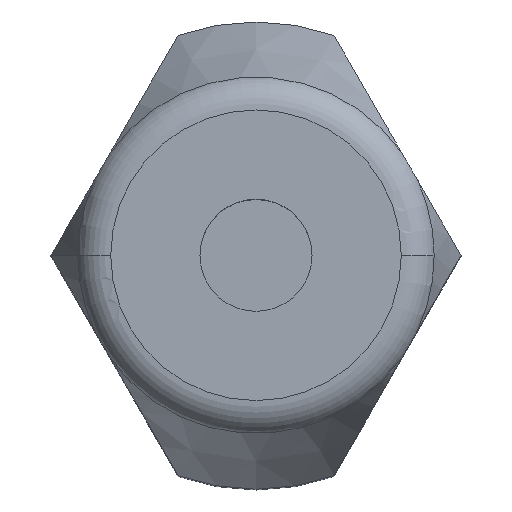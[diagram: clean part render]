
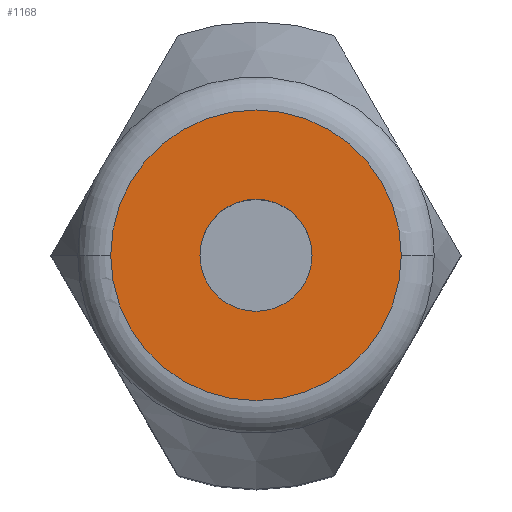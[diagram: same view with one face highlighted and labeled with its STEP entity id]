
A CAD part, top view. The second image highlights one B-rep face of the part: STEP entity #1168.
In plain terms, the highlighted planar face has unit normal (0, 0, 1).
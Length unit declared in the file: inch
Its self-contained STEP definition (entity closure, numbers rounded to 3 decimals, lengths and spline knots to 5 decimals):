
#24 = AXIS2_PLACEMENT_3D ( 'NONE', #1019, #1010, #902 ) ;
#115 = DIRECTION ( 'NONE',  ( 0., 0., 1. ) ) ;
#131 = PLANE ( 'NONE',  #530 ) ;
#236 = DIRECTION ( 'NONE',  ( 1., 0., 0. ) ) ;
#286 = CARTESIAN_POINT ( 'NONE',  ( -0.03, 0., 0. ) ) ;
#306 = EDGE_CURVE ( 'NONE', #589, #1497, #490, .T. ) ;
#364 = CARTESIAN_POINT ( 'NONE',  ( 0., 0., 0. ) ) ;
#424 = CARTESIAN_POINT ( 'NONE',  ( -0.07775, 0., 0. ) ) ;
#432 = ORIENTED_EDGE ( 'NONE', *, *, #1132, .F. ) ;
#469 = AXIS2_PLACEMENT_3D ( 'NONE', #593, #1176, #717 ) ;
#479 = CARTESIAN_POINT ( 'NONE',  ( 0., 0., 0. ) ) ;
#485 = DIRECTION ( 'NONE',  ( 1., 0., 0. ) ) ;
#488 = CIRCLE ( 'NONE', #750, 0.07775 ) ;
#490 = CIRCLE ( 'NONE', #469, 0.07775 ) ;
#501 = EDGE_CURVE ( 'NONE', #512, #1430, #876, .T. ) ;
#512 = VERTEX_POINT ( 'NONE', #646 ) ;
#527 = ORIENTED_EDGE ( 'NONE', *, *, #818, .T. ) ;
#530 = AXIS2_PLACEMENT_3D ( 'NONE', #1402, #1057, #485 ) ;
#561 = ORIENTED_EDGE ( 'NONE', *, *, #306, .T. ) ;
#578 = EDGE_LOOP ( 'NONE', ( #561, #527 ) ) ;
#589 = VERTEX_POINT ( 'NONE', #884 ) ;
#593 = CARTESIAN_POINT ( 'NONE',  ( 0., 0., 0. ) ) ;
#624 = FACE_BOUND ( 'NONE', #1035, .T. ) ;
#646 = CARTESIAN_POINT ( 'NONE',  ( 0.03, 0., 0. ) ) ;
#690 = AXIS2_PLACEMENT_3D ( 'NONE', #364, #1397, #947 ) ;
#717 = DIRECTION ( 'NONE',  ( 1., 0., 0. ) ) ;
#750 = AXIS2_PLACEMENT_3D ( 'NONE', #479, #115, #236 ) ;
#818 = EDGE_CURVE ( 'NONE', #1497, #589, #488, .T. ) ;
#859 = ORIENTED_EDGE ( 'NONE', *, *, #501, .F. ) ;
#876 = CIRCLE ( 'NONE', #24, 0.03 ) ;
#884 = CARTESIAN_POINT ( 'NONE',  ( 0.07775, 0., 0. ) ) ;
#902 = DIRECTION ( 'NONE',  ( 1., 0., 0. ) ) ;
#936 = FACE_OUTER_BOUND ( 'NONE', #578, .T. ) ;
#947 = DIRECTION ( 'NONE',  ( 1., 0., 0. ) ) ;
#1010 = DIRECTION ( 'NONE',  ( 0., 0., 1. ) ) ;
#1019 = CARTESIAN_POINT ( 'NONE',  ( 0., 0., 0. ) ) ;
#1035 = EDGE_LOOP ( 'NONE', ( #859, #432 ) ) ;
#1057 = DIRECTION ( 'NONE',  ( 0., 0., 1. ) ) ;
#1132 = EDGE_CURVE ( 'NONE', #1430, #512, #1425, .T. ) ;
#1168 = ADVANCED_FACE ( 'NONE', ( #624, #936 ), #131, .T. ) ;
#1176 = DIRECTION ( 'NONE',  ( 0., 0., 1. ) ) ;
#1397 = DIRECTION ( 'NONE',  ( 0., 0., 1. ) ) ;
#1402 = CARTESIAN_POINT ( 'NONE',  ( 0., 0., 0. ) ) ;
#1425 = CIRCLE ( 'NONE', #690, 0.03 ) ;
#1430 = VERTEX_POINT ( 'NONE', #286 ) ;
#1497 = VERTEX_POINT ( 'NONE', #424 ) ;
